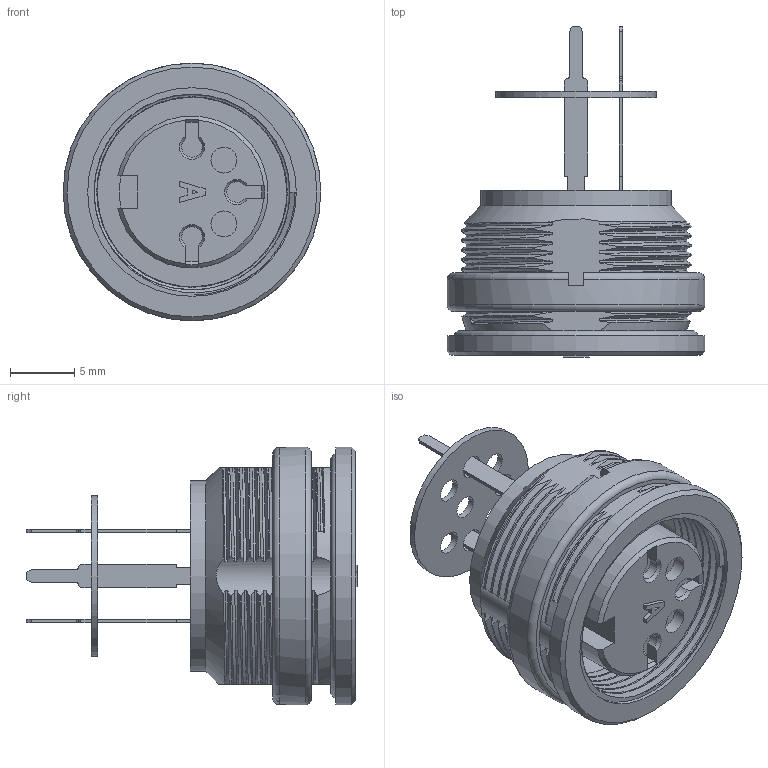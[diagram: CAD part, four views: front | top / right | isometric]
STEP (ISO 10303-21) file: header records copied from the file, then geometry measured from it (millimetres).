
FILE_DESCRIPTION(/* description */ (''),/* implementation_level */ '2;1');
FILE_NAME(/* name */ 'c091 61n003 130 2nxc001-04.stp',/* time_stamp */ '2021-02-24T14:01:27+01:00',/* author */ (''),/* organization */ (''),/* preprocessor_version */ 'ST-DEVELOPER v16.7',/* originating_system */ 'SIEMENS PLM Software NX 12.0',/* authorisation */ '');
FILE_SCHEMA (('AUTOMOTIVE_DESIGN { 1 0 10303 214 3 1 1 1 }'));
Length unit declared in the file: millimetre
Products named in the file (1): c091 61n003 130 2nxc001-04
Bounding box: 20 x 25.65 x 20 mm (x, y, z)
Volume: 2466.1 mm3; surface area: 3465.2 mm2
Topology: 1 solids, 1 shells, 501 faces, 1458 edges, 946 vertices
Faces by surface type: plane 211, cylinder 156, bspline 114, cone 13, torus 7
Full cylindrical faces by diameter (mm): 1.8 x8, 2 x2, 2.3 x3, 12.5 x1, 13.1 x1, 14.7 x1, 14.8 x1, 15.2 x6, 16.2 x1, 18.3 x1, 19.2 x1, 20 x2
Entity records: 34526 total; most frequent: CARTESIAN_POINT 21981, ORIENTED_EDGE 2780, DIRECTION 1819, EDGE_CURVE 1390, VERTEX_POINT 918, LINE 661, VECTOR 661, AXIS2_PLACEMENT_3D 579
